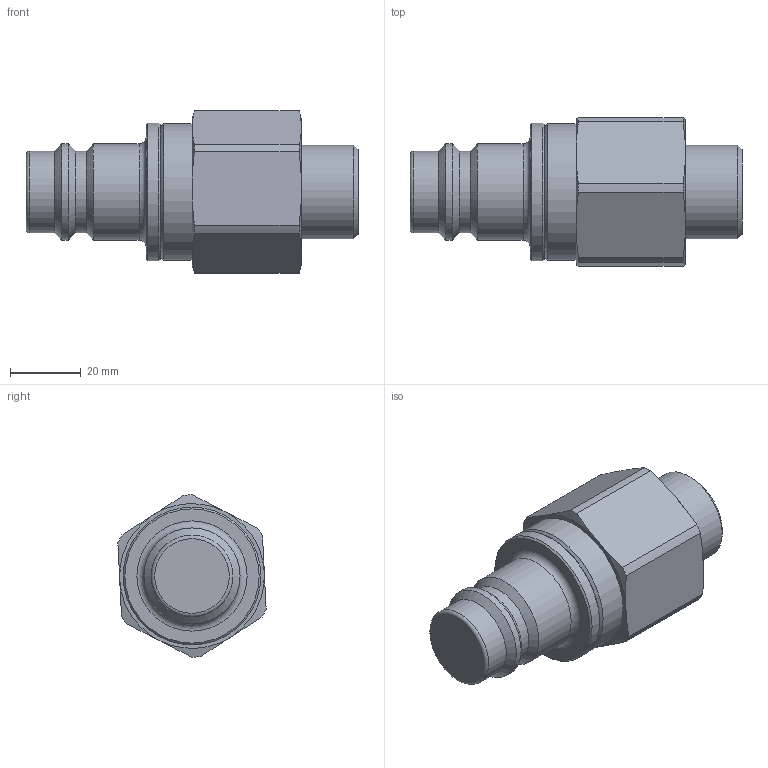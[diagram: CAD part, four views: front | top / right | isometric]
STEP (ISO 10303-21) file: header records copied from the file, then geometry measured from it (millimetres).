
FILE_DESCRIPTION((''),'2;1');
FILE_NAME('39sbaw26mpn.stp','2012-11-08T13:23:53',('IA176480'),(''),'Autodesk Inventor 2011','Autodesk Inventor 2011','');
FILE_SCHEMA(('AUTOMOTIVE_DESIGN { 1 0 10303 214 1 1 1 1 }'));
Length unit declared in the file: millimetre
Products named in the file (1): D104951
Bounding box: 94 x 41.96 x 45.95 mm (x, y, z)
Volume: 86292.9 mm3; surface area: 13519 mm2
Topology: 1 solids, 2 shells, 51 faces, 106 edges, 62 vertices
Faces by surface type: cone 21, cylinder 15, plane 13, torus 2
Full cylindrical faces by diameter (mm): 23.15 x2, 26.441 x1, 27.2 x2, 33 x1, 35 x1, 38.8 x1, 39 x1
Entity records: 1294 total; most frequent: CARTESIAN_POINT 246, DIRECTION 214, ORIENTED_EDGE 170, AXIS2_PLACEMENT_3D 101, EDGE_CURVE 85, EDGE_LOOP 76, VERTEX_POINT 61, STYLED_ITEM 52
